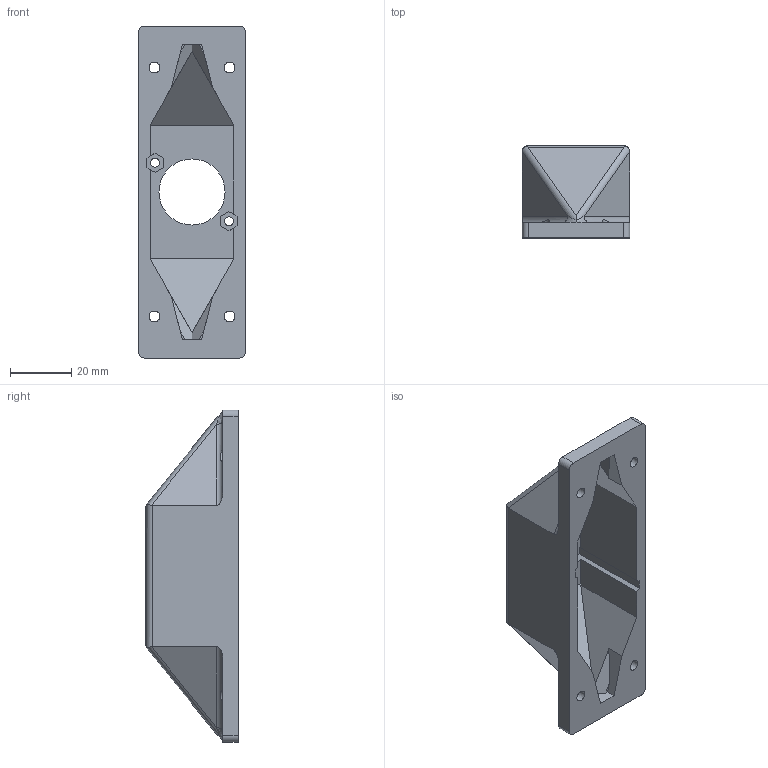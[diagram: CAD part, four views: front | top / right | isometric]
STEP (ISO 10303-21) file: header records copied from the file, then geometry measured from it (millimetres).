
FILE_DESCRIPTION(/* description */ (''),/* implementation_level */ '2;1');
FILE_NAME(/* name */ 'rca-enclosure.step',/* time_stamp */ '2022-09-08T16:07:43-07:00',/* author */ (''),/* organization */ (''),/* preprocessor_version */ 'ST-DEVELOPER v19',/* originating_system */ 'Autodesk Translation Framework v11.7.0.108',/* authorisation */ '');
FILE_SCHEMA (('AUTOMOTIVE_DESIGN { 1 0 10303 214 3 1 1 }'));
Length unit declared in the file: millimetre
Products named in the file (2): sub-components; rca-jack-enclosure
Assembly tree (1 placements, depth 2):
  sub-components
    rca-jack-enclosure
Bounding box: 35 x 30 x 108 mm (x, y, z)
Volume: 31110.6 mm3; surface area: 17276.7 mm2
Topology: 1 solids, 1 shells, 90 faces, 253 edges, 166 vertices
Faces by surface type: plane 59, cylinder 27, bspline 4
Full cylindrical faces by diameter (mm): 2.9 x2, 3.5 x4, 7.3 x4, 21.5 x1
Entity records: 3175 total; most frequent: CARTESIAN_POINT 746, ORIENTED_EDGE 506, DIRECTION 481, EDGE_CURVE 253, LINE 175, VECTOR 175, VERTEX_POINT 166, AXIS2_PLACEMENT_3D 153
